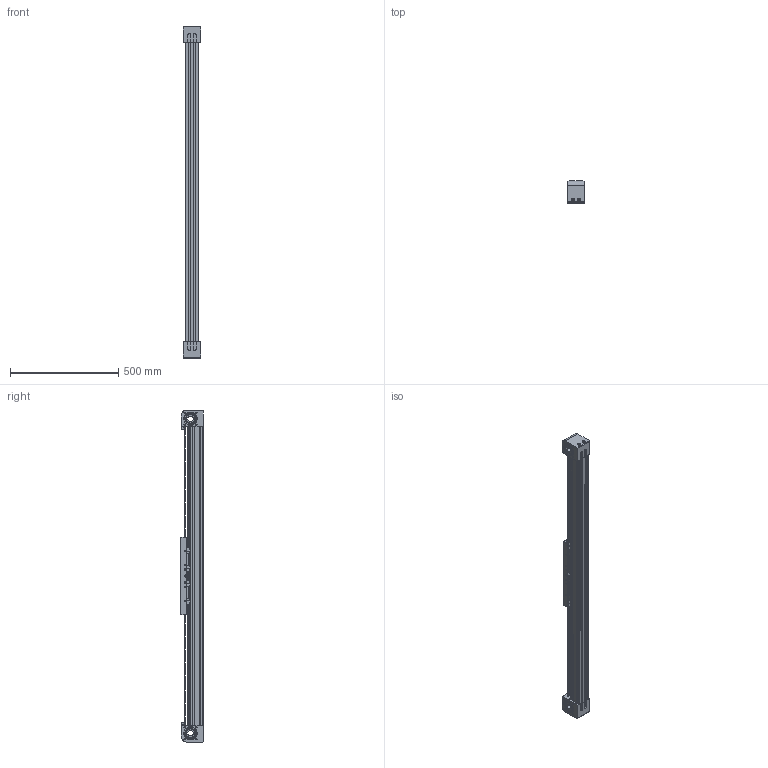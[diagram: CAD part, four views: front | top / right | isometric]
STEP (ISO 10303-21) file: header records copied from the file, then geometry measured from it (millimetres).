
FILE_DESCRIPTION (( 'STEP AP214' ), '1' );
FILE_NAME ('BLM60-1000.STEP', '2023-02-28T08:24:06', ( '' ), ( '' ), 'SwSTEP 2.0', 'SolidWorks 2023', '' );
FILE_SCHEMA (( 'AUTOMOTIVE_DESIGN' ));
Length unit declared in the file: millimetre
Products named in the file (1): BLM60-1000
Bounding box: 80 x 104 x 1536 mm (x, y, z)
Volume: 5970210.2 mm3; surface area: 1276255.6 mm2
Topology: 117 solids, 117 shells, 3924 faces, 10658 edges, 6896 vertices
Faces by surface type: plane 2046, cylinder 1510, torus 176, sphere 116, cone 52, bspline 24
Entity records: 170807 total; most frequent: CARTESIAN_POINT 26009, DIRECTION 21486, ORIENTED_EDGE 20612, EDGE_CURVE 10306, AXIS2_PLACEMENT_3D 7445, VERTEX_POINT 6784, LINE 6596, VECTOR 6596
